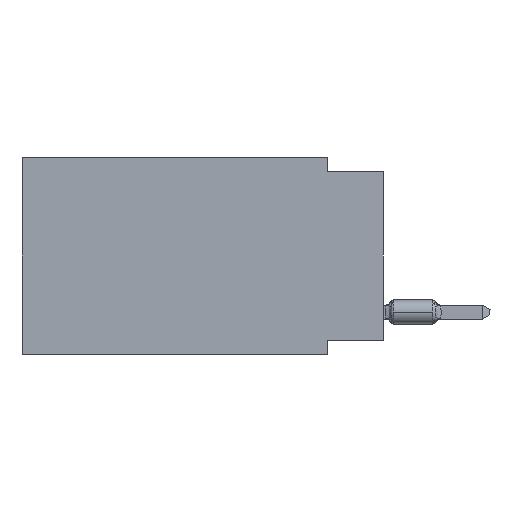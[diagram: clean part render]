
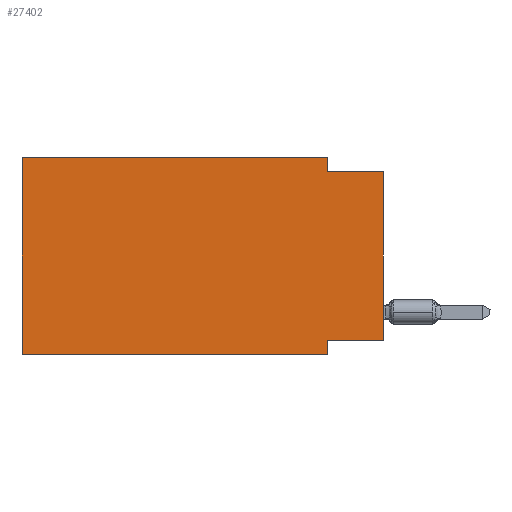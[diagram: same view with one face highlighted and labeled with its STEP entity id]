
A CAD part, left-side view. The second image highlights one B-rep face of the part: STEP entity #27402.
In plain terms, the highlighted planar face has unit normal (-1, 0, 0).
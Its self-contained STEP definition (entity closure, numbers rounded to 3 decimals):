
#1918 = ORIENTED_EDGE ( 'NONE', *, *, #7781, .F. ) ;
#3834 = CARTESIAN_POINT ( 'NONE',  ( 0., 0., 0. ) ) ;
#4230 = CARTESIAN_POINT ( 'NONE',  ( 0., 0., -0.635 ) ) ;
#5446 = AXIS2_PLACEMENT_3D ( 'NONE', #27467, #41644, #38138 ) ;
#5627 = CARTESIAN_POINT ( 'NONE',  ( 0., 16.383, -8.89 ) ) ;
#6608 = CARTESIAN_POINT ( 'NONE',  ( 0., 2.54, 0. ) ) ;
#7690 = LINE ( 'NONE', #4230, #21468 ) ;
#7781 = EDGE_CURVE ( 'NONE', #22345, #7890, #22617, .T. ) ;
#7890 = VERTEX_POINT ( 'NONE', #26768 ) ;
#8663 = LINE ( 'NONE', #16339, #34603 ) ;
#11324 = EDGE_LOOP ( 'NONE', ( #38355, #31696, #30281, #35352, #1918, #17257, #44669, #40582 ) ) ;
#12085 = VERTEX_POINT ( 'NONE', #37331 ) ;
#12111 = DIRECTION ( 'NONE',  ( 0., 0., 1. ) ) ;
#13337 = VECTOR ( 'NONE', #45552, 1000. ) ;
#13936 = DIRECTION ( 'NONE',  ( 0., -1., 0. ) ) ;
#14044 = CARTESIAN_POINT ( 'NONE',  ( 0., 16.383, 0. ) ) ;
#15304 = EDGE_CURVE ( 'NONE', #26381, #12085, #8663, .T. ) ;
#16198 = VECTOR ( 'NONE', #12111, 1000. ) ;
#16282 = VECTOR ( 'NONE', #21749, 1000. ) ;
#16339 = CARTESIAN_POINT ( 'NONE',  ( 0., 0., -8.255 ) ) ;
#16644 = CARTESIAN_POINT ( 'NONE',  ( 0., 0., -8.255 ) ) ;
#16970 = CARTESIAN_POINT ( 'NONE',  ( 0., 2.54, 0. ) ) ;
#17257 = ORIENTED_EDGE ( 'NONE', *, *, #28592, .T. ) ;
#17976 = VECTOR ( 'NONE', #38328, 1000. ) ;
#18029 = DIRECTION ( 'NONE',  ( 0., -1., 0. ) ) ;
#19006 = EDGE_CURVE ( 'NONE', #19947, #41884, #41376, .T. ) ;
#19947 = VERTEX_POINT ( 'NONE', #6608 ) ;
#21468 = VECTOR ( 'NONE', #35838, 1000. ) ;
#21749 = DIRECTION ( 'NONE',  ( 0., 0., 1. ) ) ;
#22345 = VERTEX_POINT ( 'NONE', #5627 ) ;
#22617 = LINE ( 'NONE', #36996, #16198 ) ;
#22934 = CARTESIAN_POINT ( 'NONE',  ( 0., 2.54, -8.89 ) ) ;
#24215 = LINE ( 'NONE', #38365, #13337 ) ;
#24471 = CARTESIAN_POINT ( 'NONE',  ( 0., 2.54, -0.635 ) ) ;
#26381 = VERTEX_POINT ( 'NONE', #16644 ) ;
#26503 = EDGE_CURVE ( 'NONE', #7890, #19947, #45443, .T. ) ;
#26768 = CARTESIAN_POINT ( 'NONE',  ( 0., 16.383, 0. ) ) ;
#27402 = ADVANCED_FACE ( 'NONE', ( #28997 ), #43182, .F. ) ;
#27467 = CARTESIAN_POINT ( 'NONE',  ( 0., 16.383, 0. ) ) ;
#28592 = EDGE_CURVE ( 'NONE', #22345, #40510, #34667, .T. ) ;
#28724 = VECTOR ( 'NONE', #13936, 1000. ) ;
#28997 = FACE_OUTER_BOUND ( 'NONE', #11324, .T. ) ;
#30281 = ORIENTED_EDGE ( 'NONE', *, *, #19006, .F. ) ;
#30515 = DIRECTION ( 'NONE',  ( 0., 1., 0. ) ) ;
#30983 = EDGE_CURVE ( 'NONE', #41884, #45145, #7690, .T. ) ;
#31696 = ORIENTED_EDGE ( 'NONE', *, *, #30983, .F. ) ;
#31758 = EDGE_CURVE ( 'NONE', #26381, #45145, #35681, .T. ) ;
#32500 = EDGE_CURVE ( 'NONE', #12085, #40510, #24215, .T. ) ;
#34603 = VECTOR ( 'NONE', #30515, 1000. ) ;
#34667 = LINE ( 'NONE', #38595, #28724 ) ;
#35352 = ORIENTED_EDGE ( 'NONE', *, *, #26503, .F. ) ;
#35681 = LINE ( 'NONE', #3834, #16282 ) ;
#35838 = DIRECTION ( 'NONE',  ( 0., -1., 0. ) ) ;
#36996 = CARTESIAN_POINT ( 'NONE',  ( 0., 16.383, 0. ) ) ;
#37331 = CARTESIAN_POINT ( 'NONE',  ( 0., 2.54, -8.255 ) ) ;
#38138 = DIRECTION ( 'NONE',  ( 0., 0., -1. ) ) ;
#38328 = DIRECTION ( 'NONE',  ( 0., 0., -1. ) ) ;
#38355 = ORIENTED_EDGE ( 'NONE', *, *, #31758, .T. ) ;
#38365 = CARTESIAN_POINT ( 'NONE',  ( 0., 2.54, -8.89 ) ) ;
#38595 = CARTESIAN_POINT ( 'NONE',  ( 0., 16.383, -8.89 ) ) ;
#40510 = VERTEX_POINT ( 'NONE', #22934 ) ;
#40582 = ORIENTED_EDGE ( 'NONE', *, *, #15304, .F. ) ;
#41376 = LINE ( 'NONE', #16970, #17976 ) ;
#41644 = DIRECTION ( 'NONE',  ( 1., 0., 0. ) ) ;
#41884 = VERTEX_POINT ( 'NONE', #24471 ) ;
#42824 = VECTOR ( 'NONE', #18029, 1000. ) ;
#43182 = PLANE ( 'NONE',  #5446 ) ;
#44643 = CARTESIAN_POINT ( 'NONE',  ( 0., 0., -0.635 ) ) ;
#44669 = ORIENTED_EDGE ( 'NONE', *, *, #32500, .F. ) ;
#45145 = VERTEX_POINT ( 'NONE', #44643 ) ;
#45443 = LINE ( 'NONE', #14044, #42824 ) ;
#45552 = DIRECTION ( 'NONE',  ( 0., 0., -1. ) ) ;
